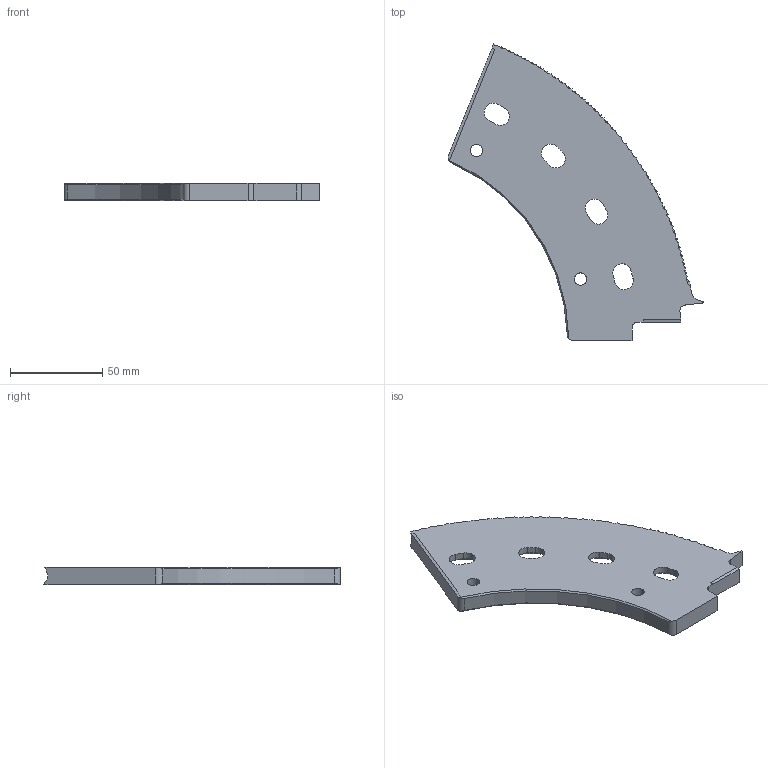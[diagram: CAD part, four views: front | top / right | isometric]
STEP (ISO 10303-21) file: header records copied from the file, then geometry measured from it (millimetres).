
FILE_DESCRIPTION (( 'STEP AP203' ), '1' );
FILE_NAME ('M971231-S.STEP', '2022-04-21T20:54:40', ( '' ), ( '' ), 'SwSTEP 2.0', 'SolidWorks 2020', '' );
FILE_SCHEMA (( 'CONFIG_CONTROL_DESIGN' ));
Length unit declared in the file: inch
Products named in the file (1): M971231-S
Bounding box: 138.49 x 160.76 x 9.51 mm (x, y, z)
Volume: 83679.9 mm3; surface area: 27971.6 mm2
Topology: 1 solids, 1 shells, 174 faces, 491 edges, 322 vertices
Faces by surface type: sphere 74, cylinder 53, plane 23, torus 22, cone 2
Entity records: 7061 total; most frequent: CARTESIAN_POINT 2351, DIRECTION 1049, ORIENTED_EDGE 982, EDGE_CURVE 491, AXIS2_PLACEMENT_3D 476, VERTEX_POINT 322, CIRCLE 301, EDGE_LOOP 189
